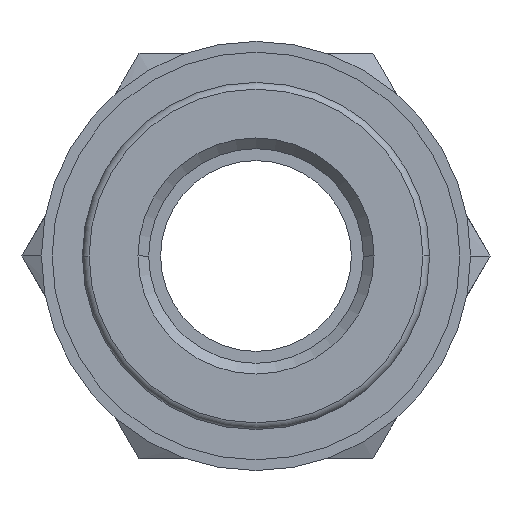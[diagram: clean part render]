
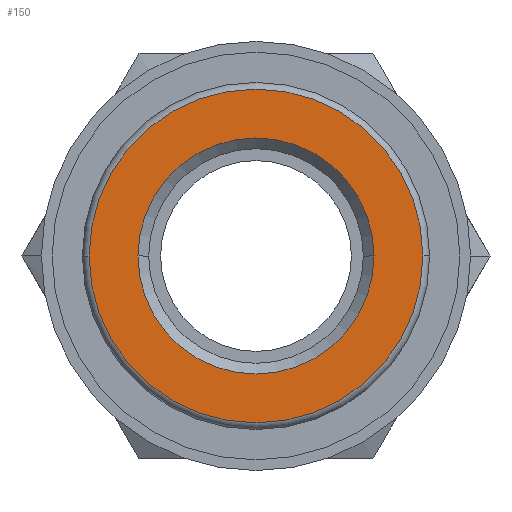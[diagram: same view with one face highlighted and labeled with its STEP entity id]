
A CAD part, front view. The second image highlights one B-rep face of the part: STEP entity #150.
In plain terms, the highlighted planar face has unit normal (0, -1, 0).
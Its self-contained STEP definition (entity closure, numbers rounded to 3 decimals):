
#150=ADVANCED_FACE('',(#317,#318),#319,.T.);
#317=FACE_BOUND('',#502,.T.);
#318=FACE_OUTER_BOUND('',#503,.T.);
#319=PLANE('',#504);
#502=EDGE_LOOP('',(#853,#854));
#503=EDGE_LOOP('',(#855,#856));
#504=AXIS2_PLACEMENT_3D('',#857,#858,#859);
#853=ORIENTED_EDGE('',*,*,#1158,.T.);
#854=ORIENTED_EDGE('',*,*,#1083,.T.);
#855=ORIENTED_EDGE('',*,*,#1163,.T.);
#856=ORIENTED_EDGE('',*,*,#1164,.T.);
#857=CARTESIAN_POINT('',(0.0,0.0,0.0));
#858=DIRECTION('',(0.0,-1.0,0.0));
#859=DIRECTION('',(-1.0,0.0,0.0));
#1083=EDGE_CURVE('',#1284,#1287,#1289,.T.);
#1158=EDGE_CURVE('',#1287,#1284,#1397,.T.);
#1163=EDGE_CURVE('',#1403,#1404,#1405,.T.);
#1164=EDGE_CURVE('',#1404,#1403,#1406,.T.);
#1284=VERTEX_POINT('',#1575);
#1287=VERTEX_POINT('',#1579);
#1289=CIRCLE('',#1582,4.95);
#1397=CIRCLE('',#1776,4.95);
#1403=VERTEX_POINT('',#1793);
#1404=VERTEX_POINT('',#1794);
#1405=CIRCLE('',#1795,7.0);
#1406=CIRCLE('',#1796,7.0);
#1575=CARTESIAN_POINT('',(4.95,0.0,0.));
#1579=CARTESIAN_POINT('',(-4.95,0.0,0.));
#1582=AXIS2_PLACEMENT_3D('',#1939,#1940,#1941);
#1776=AXIS2_PLACEMENT_3D('',#2043,#2044,#2045);
#1793=CARTESIAN_POINT('',(7.0,0.0,0.0));
#1794=CARTESIAN_POINT('',(-7.0,0.0,0.));
#1795=AXIS2_PLACEMENT_3D('',#2049,#2050,#2051);
#1796=AXIS2_PLACEMENT_3D('',#2052,#2053,#2054);
#1939=CARTESIAN_POINT('',(0.0,0.0,0.0));
#1940=DIRECTION('',(-0.0,1.0,0.0));
#1941=DIRECTION('',(1.0,0.0,0.0));
#2043=CARTESIAN_POINT('',(0.0,0.0,0.0));
#2044=DIRECTION('',(-0.0,1.0,0.0));
#2045=DIRECTION('',(1.0,0.0,0.0));
#2049=CARTESIAN_POINT('',(0.0,0.0,0.0));
#2050=DIRECTION('',(0.0,-1.0,0.0));
#2051=DIRECTION('',(1.0,0.0,0.0));
#2052=CARTESIAN_POINT('',(0.0,0.0,0.0));
#2053=DIRECTION('',(0.0,-1.0,0.0));
#2054=DIRECTION('',(1.0,0.0,0.0));
